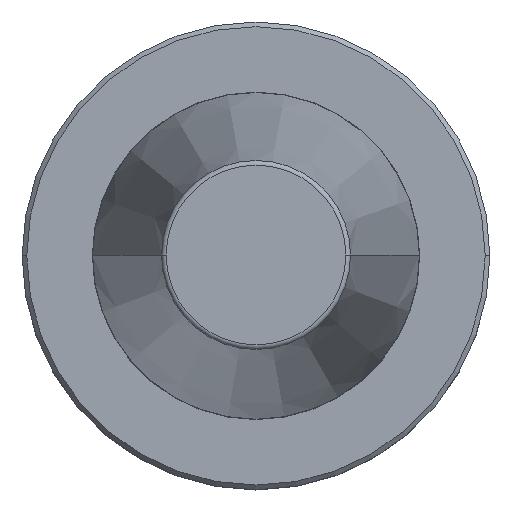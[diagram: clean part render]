
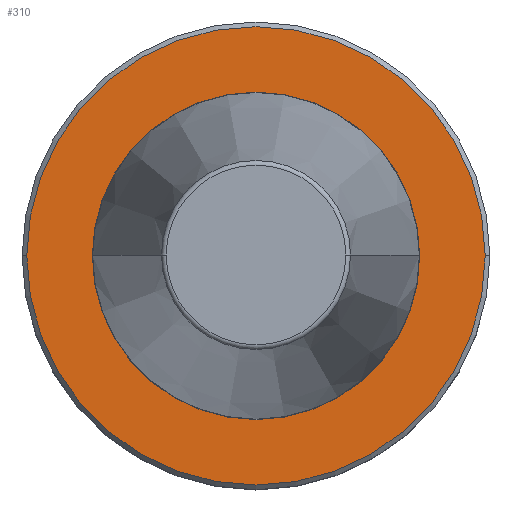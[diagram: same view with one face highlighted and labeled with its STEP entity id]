
A CAD part, top view. The second image highlights one B-rep face of the part: STEP entity #310.
In plain terms, the highlighted planar face has unit normal (0, 0, 1).
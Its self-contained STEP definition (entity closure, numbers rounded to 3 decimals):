
#12 = CARTESIAN_POINT ( 'NONE',  ( 0., 49., -3. ) ) ;
#19 = EDGE_CURVE ( 'NONE', #994, #431, #1297, .T. ) ;
#30 = CIRCLE ( 'NONE', #930, 49. ) ;
#34 = AXIS2_PLACEMENT_3D ( 'NONE', #522, #970, #1094 ) ;
#46 = DIRECTION ( 'NONE',  ( 1., 0., 0. ) ) ;
#98 = PLANE ( 'NONE',  #607 ) ;
#114 = CARTESIAN_POINT ( 'NONE',  ( -35., 0., -3. ) ) ;
#176 = ORIENTED_EDGE ( 'NONE', *, *, #866, .F. ) ;
#228 = CARTESIAN_POINT ( 'NONE',  ( 0., 0., -3. ) ) ;
#243 = CARTESIAN_POINT ( 'NONE',  ( 0., 0., -3. ) ) ;
#250 = FACE_OUTER_BOUND ( 'NONE', #266, .T. ) ;
#266 = EDGE_LOOP ( 'NONE', ( #1325, #1225 ) ) ;
#310 = ADVANCED_FACE ( 'NONE', ( #1064, #250 ), #98, .F. ) ;
#431 = VERTEX_POINT ( 'NONE', #570 ) ;
#437 = EDGE_CURVE ( 'NONE', #775, #877, #628, .T. ) ;
#498 = DIRECTION ( 'NONE',  ( -1., 0., 0. ) ) ;
#522 = CARTESIAN_POINT ( 'NONE',  ( 0., 0., -3. ) ) ;
#526 = EDGE_CURVE ( 'NONE', #431, #994, #30, .T. ) ;
#556 = CIRCLE ( 'NONE', #34, 35. ) ;
#570 = CARTESIAN_POINT ( 'NONE',  ( -49., 0., -3. ) ) ;
#587 = DIRECTION ( 'NONE',  ( 1., 0., 0. ) ) ;
#607 = AXIS2_PLACEMENT_3D ( 'NONE', #12, #1238, #498 ) ;
#628 = CIRCLE ( 'NONE', #1256, 35. ) ;
#631 = DIRECTION ( 'NONE',  ( 1., 0., 0. ) ) ;
#635 = CARTESIAN_POINT ( 'NONE',  ( 35., 0., -3. ) ) ;
#681 = ORIENTED_EDGE ( 'NONE', *, *, #437, .F. ) ;
#708 = CARTESIAN_POINT ( 'NONE',  ( 0., 0., -3. ) ) ;
#775 = VERTEX_POINT ( 'NONE', #114 ) ;
#783 = DIRECTION ( 'NONE',  ( 0., 0., 1. ) ) ;
#866 = EDGE_CURVE ( 'NONE', #877, #775, #556, .T. ) ;
#877 = VERTEX_POINT ( 'NONE', #635 ) ;
#924 = DIRECTION ( 'NONE',  ( 0., 0., 1. ) ) ;
#930 = AXIS2_PLACEMENT_3D ( 'NONE', #708, #924, #587 ) ;
#970 = DIRECTION ( 'NONE',  ( 0., 0., 1. ) ) ;
#994 = VERTEX_POINT ( 'NONE', #1260 ) ;
#1064 = FACE_BOUND ( 'NONE', #1190, .T. ) ;
#1094 = DIRECTION ( 'NONE',  ( 1., 0., 0. ) ) ;
#1190 = EDGE_LOOP ( 'NONE', ( #176, #681 ) ) ;
#1225 = ORIENTED_EDGE ( 'NONE', *, *, #19, .T. ) ;
#1230 = AXIS2_PLACEMENT_3D ( 'NONE', #228, #1242, #631 ) ;
#1238 = DIRECTION ( 'NONE',  ( 0., 0., -1. ) ) ;
#1242 = DIRECTION ( 'NONE',  ( 0., 0., 1. ) ) ;
#1256 = AXIS2_PLACEMENT_3D ( 'NONE', #243, #783, #46 ) ;
#1260 = CARTESIAN_POINT ( 'NONE',  ( 49., 0., -3. ) ) ;
#1297 = CIRCLE ( 'NONE', #1230, 49. ) ;
#1325 = ORIENTED_EDGE ( 'NONE', *, *, #526, .T. ) ;
